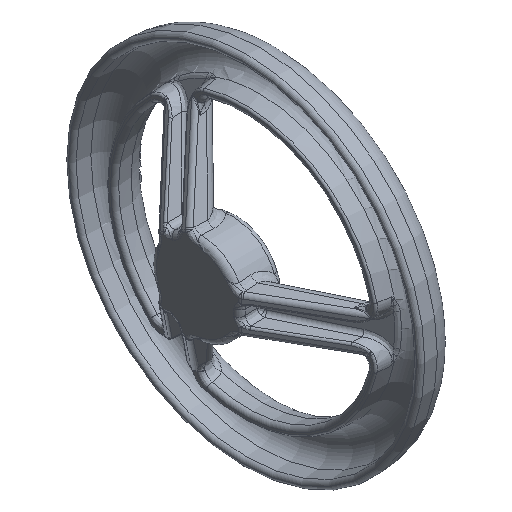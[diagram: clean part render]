
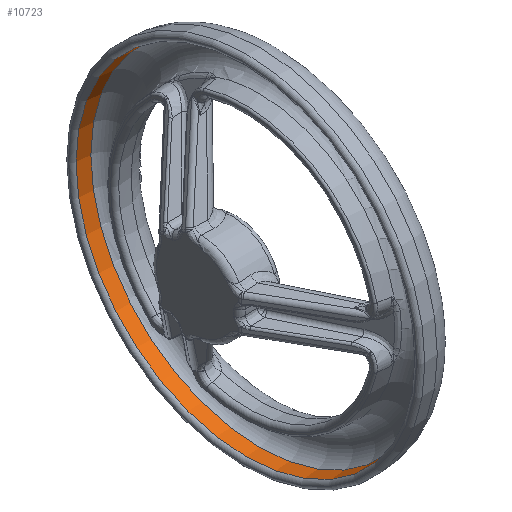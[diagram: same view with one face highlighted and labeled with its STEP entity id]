
A CAD part, isometric view. The second image highlights one B-rep face of the part: STEP entity #10723.
In plain terms, the highlighted conical face has half-angle 5 degrees and reference radius 85.224 mm.
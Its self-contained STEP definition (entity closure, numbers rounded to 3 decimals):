
#3678 = VERTEX_POINT ( 'NONE', #4434 ) ;
#3679 = VERTEX_POINT ( 'NONE', #4431 ) ;
#4431 = CARTESIAN_POINT ( 'NONE',  ( -11.303, 0., 85.224 ) ) ;
#4434 = CARTESIAN_POINT ( 'NONE',  ( -18.174, 0., 85.825 ) ) ;
#8396 = CIRCLE ( 'NONE', #9905, 85.224 ) ;
#8422 = CIRCLE ( 'NONE', #9907, 85.825 ) ;
#9905 = AXIS2_PLACEMENT_3D ( 'NONE', #16046, #16047, #16048 ) ;
#9907 = AXIS2_PLACEMENT_3D ( 'NONE', #16201, #16202, #16203 ) ;
#10723 = ADVANCED_FACE ( 'NONE', ( #14233, #14232 ), #14239, .F. ) ;
#11190 = EDGE_CURVE ( 'NONE', #3679, #3679, #8396, .T. ) ;
#11222 = EDGE_CURVE ( 'NONE', #3678, #3678, #8422, .T. ) ;
#11346 = EDGE_LOOP ( 'NONE', ( #11670 ) ) ;
#11351 = EDGE_LOOP ( 'NONE', ( #11671 ) ) ;
#11670 = ORIENTED_EDGE ( 'NONE', *, *, #11222, .T. ) ;
#11671 = ORIENTED_EDGE ( 'NONE', *, *, #11190, .F. ) ;
#14232 = FACE_BOUND ( 'NONE', #11351, .T. ) ;
#14233 = FACE_OUTER_BOUND ( 'NONE', #11346, .T. ) ;
#14239 = CONICAL_SURFACE ( 'NONE', #14604, 85.224, 0.087 ) ;
#14604 = AXIS2_PLACEMENT_3D ( 'NONE', #15426, #15423, #15392 ) ;
#15392 = DIRECTION ( 'NONE',  ( 0., 0., 1. ) ) ;
#15423 = DIRECTION ( 'NONE',  ( -1., 0., 0. ) ) ;
#15426 = CARTESIAN_POINT ( 'NONE',  ( -11.303, 0., 0. ) ) ;
#16046 = CARTESIAN_POINT ( 'NONE',  ( -11.303, 0., 0. ) ) ;
#16047 = DIRECTION ( 'NONE',  ( -1., 0., 0. ) ) ;
#16048 = DIRECTION ( 'NONE',  ( 0., 0., 1. ) ) ;
#16201 = CARTESIAN_POINT ( 'NONE',  ( -18.174, 0., 0. ) ) ;
#16202 = DIRECTION ( 'NONE',  ( -1., 0., 0. ) ) ;
#16203 = DIRECTION ( 'NONE',  ( 0., 0., 1. ) ) ;
